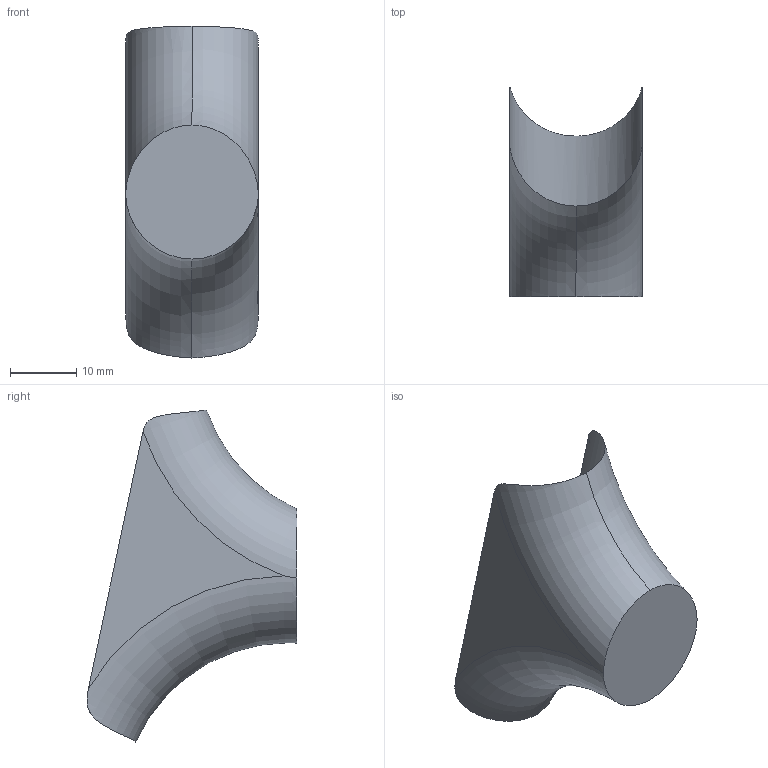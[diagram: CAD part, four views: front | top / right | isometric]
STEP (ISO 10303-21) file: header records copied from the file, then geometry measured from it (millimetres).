
FILE_DESCRIPTION (( 'STEP AP214' ), '1' );
FILE_NAME ('DVDZ0064B.STEP', '2021-03-10T08:23:52', ( '' ), ( '' ), 'SwSTEP 2.0', 'SolidWorks 2020', '' );
FILE_SCHEMA (( 'AUTOMOTIVE_DESIGN' ));
Length unit declared in the file: millimetre
Products named in the file (1): DVDZ0064B
Bounding box: 20 x 31.61 x 50 mm (x, y, z)
Volume: 10593.9 mm3; surface area: 4276.3 mm2
Topology: 1 solids, 1 shells, 9 faces, 21 edges, 14 vertices
Faces by surface type: torus 5, plane 3, cylinder 1
Entity records: 519 total; most frequent: CARTESIAN_POINT 289, ORIENTED_EDGE 42, DIRECTION 38, EDGE_CURVE 21, AXIS2_PLACEMENT_3D 18, VERTEX_POINT 14, B_SPLINE_CURVE_WITH_KNOTS 11, FACE_OUTER_BOUND 9
